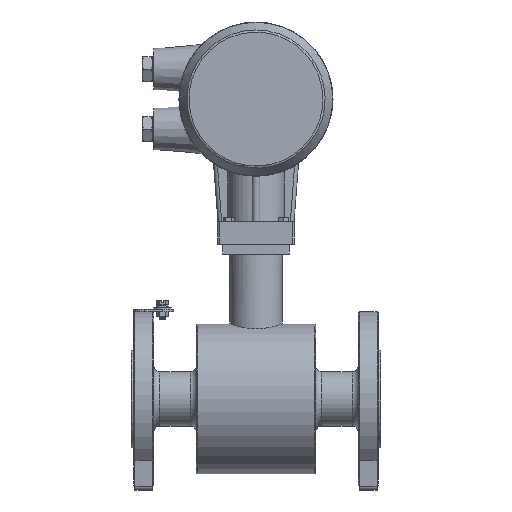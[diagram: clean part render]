
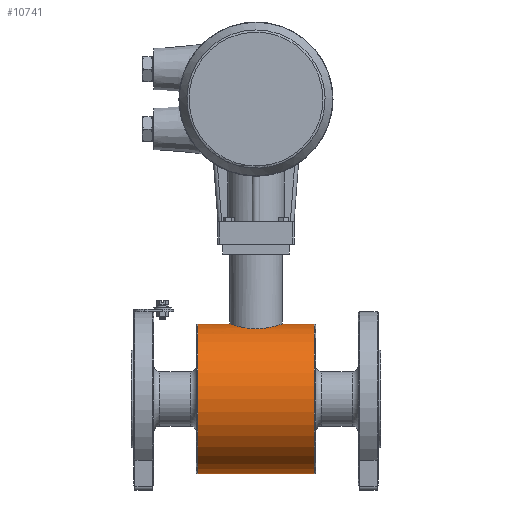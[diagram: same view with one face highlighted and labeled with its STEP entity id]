
A CAD part, left-side view. The second image highlights one B-rep face of the part: STEP entity #10741.
In plain terms, the highlighted cylindrical face has radius 60 mm (diameter 120 mm), a full revolution.
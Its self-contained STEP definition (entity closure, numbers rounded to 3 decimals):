
#399=FACE_BOUND('',#2060,.T.);
#1386=FACE_OUTER_BOUND('',#2059,.T.);
#2059=EDGE_LOOP('',(#8480,#8481,#8482,#8483));
#2060=EDGE_LOOP('',(#8484));
#2721=CIRCLE('',#11581,60.);
#2724=CIRCLE('',#11585,60.);
#3064=B_SPLINE_CURVE_WITH_KNOTS('',3,(#43640,#43641,#43642,#43643,#43644,
#43645,#43646,#43647,#43648,#43649,#43650,#43651,#43652,#43653,#43654,#43655,
#43656,#43657,#43658,#43659,#43660,#43661,#43662,#43663,#43664,#43665,#43666,
#43667,#43668,#43669,#43670,#43671,#43672,#43673,#43674,#43675,#43676,#43677,
#43678,#43679,#43680,#43681,#43682,#43683,#43684,#43685,#43686,#43687,#43688,
#43689,#43690,#43691,#43692,#43693,#43694,#43695,#43696,#43697,#43698,#43699,
#43700,#43701,#43702,#43703,#43704,#43705),.UNSPECIFIED.,.T.,.F.,(4,2,2,
2,2,2,2,2,2,2,2,2,2,2,2,2,2,2,2,2,2,2,2,2,2,2,2,2,2,2,2,2,4),(-12.775,
-12.375,-11.976,-11.577,-11.177,
-10.778,-10.379,-9.98,-9.581,
-9.182,-8.783,-8.384,-7.985,
-7.585,-7.186,-6.787,-6.387,
-5.988,-5.589,-5.189,-4.79,-4.391,
-3.992,-3.593,-3.194,-2.795,
-2.395,-1.996,-1.597,-1.198,
-0.799,-0.399,0.),.UNSPECIFIED.);
#3610=LINE('',#43638,#4212);
#4212=VECTOR('',#13146,60.);
#5021=VERTEX_POINT('',#43630);
#5023=VERTEX_POINT('',#43636);
#5024=VERTEX_POINT('',#43639);
#6284=EDGE_CURVE('',#5021,#5021,#2721,.T.);
#6287=EDGE_CURVE('',#5023,#5023,#2724,.T.);
#6288=EDGE_CURVE('',#5023,#5021,#3610,.T.);
#6289=EDGE_CURVE('',#5024,#5024,#3064,.T.);
#8480=ORIENTED_EDGE('',*,*,#6287,.F.);
#8481=ORIENTED_EDGE('',*,*,#6288,.T.);
#8482=ORIENTED_EDGE('',*,*,#6284,.F.);
#8483=ORIENTED_EDGE('',*,*,#6288,.F.);
#8484=ORIENTED_EDGE('',*,*,#6289,.T.);
#10454=CYLINDRICAL_SURFACE('',#11584,60.);
#10741=ADVANCED_FACE('',(#1386,#399),#10454,.T.);
#11581=AXIS2_PLACEMENT_3D('',#43631,#13136,#13137);
#11584=AXIS2_PLACEMENT_3D('',#43635,#13142,#13143);
#11585=AXIS2_PLACEMENT_3D('',#43637,#13144,#13145);
#13136=DIRECTION('center_axis',(0.,0.,
1.));
#13137=DIRECTION('ref_axis',(0.,1.,0.));
#13142=DIRECTION('center_axis',(0.,0.,
-1.));
#13143=DIRECTION('ref_axis',(0.,-1.,0.));
#13144=DIRECTION('center_axis',(0.,0.,
-1.));
#13145=DIRECTION('ref_axis',(0.,1.,0.));
#13146=DIRECTION('',(0.,0.,1.));
#43630=CARTESIAN_POINT('',(95.,300.25,46.75));
#43631=CARTESIAN_POINT('Origin',(95.,240.25,46.75));
#43635=CARTESIAN_POINT('Origin',(95.,240.25,0.));
#43636=CARTESIAN_POINT('',(95.,300.25,-46.75));
#43637=CARTESIAN_POINT('Origin',(95.,240.25,-46.75));
#43638=CARTESIAN_POINT('',(95.,300.25,0.));
#43639=CARTESIAN_POINT('',(95.,180.25,21.));
#43640=CARTESIAN_POINT('Ctrl Pts',(116.,184.045,0.));
#43641=CARTESIAN_POINT('Ctrl Pts',(116.,184.045,-1.331));
#43642=CARTESIAN_POINT('Ctrl Pts',(115.871,183.996,-2.704));
#43643=CARTESIAN_POINT('Ctrl Pts',(115.334,183.8,-5.426));
#43644=CARTESIAN_POINT('Ctrl Pts',(114.926,183.652,-6.776));
#43645=CARTESIAN_POINT('Ctrl Pts',(113.851,183.285,-9.359));
#43646=CARTESIAN_POINT('Ctrl Pts',(113.184,183.066,-10.595));
#43647=CARTESIAN_POINT('Ctrl Pts',(111.646,182.6,-12.876));
#43648=CARTESIAN_POINT('Ctrl Pts',(110.775,182.353,-13.923));
#43649=CARTESIAN_POINT('Ctrl Pts',(108.924,181.88,-15.775));
#43650=CARTESIAN_POINT('Ctrl Pts',(107.877,181.637,-16.645));
#43651=CARTESIAN_POINT('Ctrl Pts',(105.595,181.181,-18.183));
#43652=CARTESIAN_POINT('Ctrl Pts',(104.359,180.97,-18.851));
#43653=CARTESIAN_POINT('Ctrl Pts',(101.776,180.62,-19.926));
#43654=CARTESIAN_POINT('Ctrl Pts',(100.425,180.48,-20.335));
#43655=CARTESIAN_POINT('Ctrl Pts',(97.703,180.295,-20.872));
#43656=CARTESIAN_POINT('Ctrl Pts',(96.33,180.25,-21.));
#43657=CARTESIAN_POINT('Ctrl Pts',(93.67,180.25,-21.));
#43658=CARTESIAN_POINT('Ctrl Pts',(92.297,180.295,-20.872));
#43659=CARTESIAN_POINT('Ctrl Pts',(89.575,180.48,-20.335));
#43660=CARTESIAN_POINT('Ctrl Pts',(88.224,180.62,-19.926));
#43661=CARTESIAN_POINT('Ctrl Pts',(85.641,180.97,-18.851));
#43662=CARTESIAN_POINT('Ctrl Pts',(84.405,181.181,-18.183));
#43663=CARTESIAN_POINT('Ctrl Pts',(82.123,181.637,-16.645));
#43664=CARTESIAN_POINT('Ctrl Pts',(81.076,181.88,-15.775));
#43665=CARTESIAN_POINT('Ctrl Pts',(79.225,182.353,-13.923));
#43666=CARTESIAN_POINT('Ctrl Pts',(78.354,182.6,-12.876));
#43667=CARTESIAN_POINT('Ctrl Pts',(76.816,183.066,-10.595));
#43668=CARTESIAN_POINT('Ctrl Pts',(76.149,183.285,-9.359));
#43669=CARTESIAN_POINT('Ctrl Pts',(75.074,183.652,-6.776));
#43670=CARTESIAN_POINT('Ctrl Pts',(74.666,183.8,-5.426));
#43671=CARTESIAN_POINT('Ctrl Pts',(74.129,183.996,-2.704));
#43672=CARTESIAN_POINT('Ctrl Pts',(74.,184.045,-1.331));
#43673=CARTESIAN_POINT('Ctrl Pts',(74.,184.045,1.331));
#43674=CARTESIAN_POINT('Ctrl Pts',(74.129,183.996,2.704));
#43675=CARTESIAN_POINT('Ctrl Pts',(74.666,183.8,5.426));
#43676=CARTESIAN_POINT('Ctrl Pts',(75.074,183.652,6.776));
#43677=CARTESIAN_POINT('Ctrl Pts',(76.149,183.285,9.359));
#43678=CARTESIAN_POINT('Ctrl Pts',(76.816,183.066,10.595));
#43679=CARTESIAN_POINT('Ctrl Pts',(78.354,182.6,12.876));
#43680=CARTESIAN_POINT('Ctrl Pts',(79.225,182.353,13.923));
#43681=CARTESIAN_POINT('Ctrl Pts',(81.076,181.88,15.775));
#43682=CARTESIAN_POINT('Ctrl Pts',(82.123,181.637,16.645));
#43683=CARTESIAN_POINT('Ctrl Pts',(84.405,181.181,18.183));
#43684=CARTESIAN_POINT('Ctrl Pts',(85.641,180.97,18.851));
#43685=CARTESIAN_POINT('Ctrl Pts',(88.224,180.62,19.926));
#43686=CARTESIAN_POINT('Ctrl Pts',(89.575,180.48,20.335));
#43687=CARTESIAN_POINT('Ctrl Pts',(92.297,180.295,20.872));
#43688=CARTESIAN_POINT('Ctrl Pts',(93.67,180.25,21.));
#43689=CARTESIAN_POINT('Ctrl Pts',(96.33,180.25,21.));
#43690=CARTESIAN_POINT('Ctrl Pts',(97.703,180.295,20.872));
#43691=CARTESIAN_POINT('Ctrl Pts',(100.425,180.48,20.335));
#43692=CARTESIAN_POINT('Ctrl Pts',(101.776,180.62,19.926));
#43693=CARTESIAN_POINT('Ctrl Pts',(104.359,180.97,18.851));
#43694=CARTESIAN_POINT('Ctrl Pts',(105.595,181.181,18.183));
#43695=CARTESIAN_POINT('Ctrl Pts',(107.877,181.637,16.645));
#43696=CARTESIAN_POINT('Ctrl Pts',(108.924,181.88,15.775));
#43697=CARTESIAN_POINT('Ctrl Pts',(110.775,182.353,13.923));
#43698=CARTESIAN_POINT('Ctrl Pts',(111.646,182.6,12.876));
#43699=CARTESIAN_POINT('Ctrl Pts',(113.184,183.066,10.595));
#43700=CARTESIAN_POINT('Ctrl Pts',(113.851,183.285,9.359));
#43701=CARTESIAN_POINT('Ctrl Pts',(114.926,183.652,6.776));
#43702=CARTESIAN_POINT('Ctrl Pts',(115.334,183.8,5.426));
#43703=CARTESIAN_POINT('Ctrl Pts',(115.871,183.996,2.704));
#43704=CARTESIAN_POINT('Ctrl Pts',(116.,184.045,1.331));
#43705=CARTESIAN_POINT('Ctrl Pts',(116.,184.045,0.));
